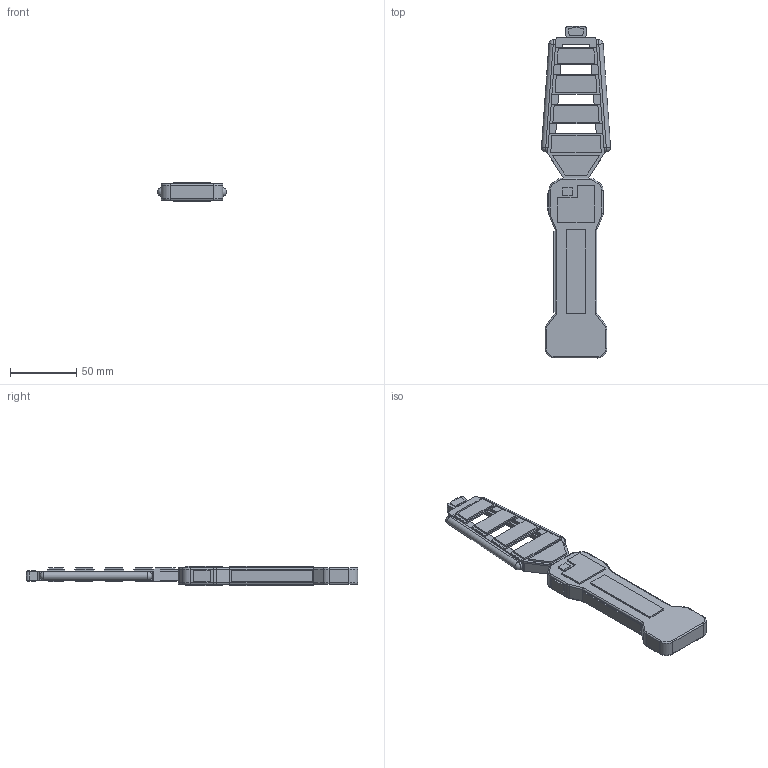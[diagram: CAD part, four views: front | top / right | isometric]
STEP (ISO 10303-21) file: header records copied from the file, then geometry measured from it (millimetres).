
FILE_DESCRIPTION(/* description */ ('STEP AP242','CAx-IF Rec.Pracs.---Representation and Presentation of Product Manufacturing Information (PMI)---4.0---2014-10-13','CAx-IF Rec.Pracs.---3D Tessellated Geometry---0.4---2014-09-14','2;1'),/* implementation_level */ '2;1');
FILE_NAME(/* name */ '689f105a60211d1ddc523bac',/* time_stamp */ '2025-08-15T10:47:56Z',/* author */ (''),/* organization */ (''),/* preprocessor_version */ 'ST-DEVELOPER v20',/* originating_system */ 'ONSHAPE BY PTC INC, 1.202',/* authorisation */ ' ');
FILE_SCHEMA (('AP242_MANAGED_MODEL_BASED_3D_ENGINEERING_MIM_LF { 1 0 10303 442 1 1 4 }'));
Length unit declared in the file: metre
Products named in the file (24): Panel 0 - Copper; Panel 3 - Copper; Panel 1 - Copper; Panel 2 - Copper; Button - White; Button Inner; Paddle - Gray; Handle - Gray; Emitter - Clear; P Panel 1 - Gray; P Panel 2 - Gray; P Panel 3 - Gray; P Panel 4 - Gray; P Panel 4 1 - Gold; P Panel 3 1 - Gold; P Panel 2 1 - Gold; P Panel 1 1 - Gold; P Panel 1 2 - Gold; P Panel 0 1 - Gold
Bounding box: 52.04 x 249.94 x 15 mm (x, y, z)
Volume: 65897.8 mm3; surface area: 52526.6 mm2
Topology: 24 solids, 24 shells, 628 faces, 1625 edges, 1052 vertices
Faces by surface type: plane 523, cylinder 81, torus 20, sphere 4
Entity records: 19440 total; most frequent: CARTESIAN_POINT 3317, ORIENTED_EDGE 3234, DIRECTION 3119, EDGE_CURVE 1617, LINE 1419, VECTOR 1419, VERTEX_POINT 1048, AXIS2_PLACEMENT_3D 850
